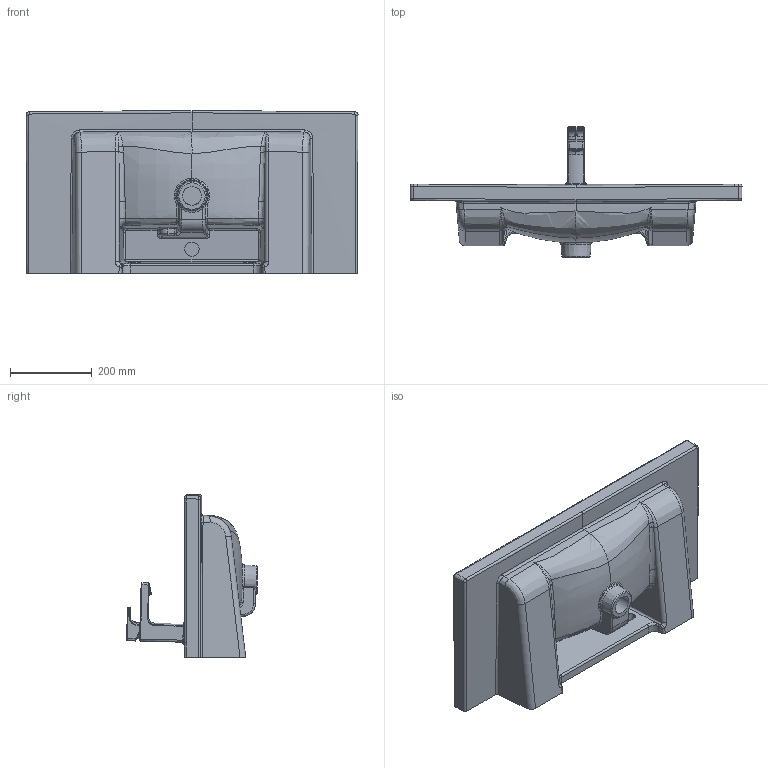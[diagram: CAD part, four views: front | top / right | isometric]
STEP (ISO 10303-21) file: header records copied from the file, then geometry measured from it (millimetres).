
FILE_DESCRIPTION(/* description */ (''),/* implementation_level */ '2;1');
FILE_NAME(/* name */ 'Ritmo 81 cm Armaturlu Tapali.stp',/* time_stamp */ '2022-08-19T00:25:29+03:00',/* author */ (''),/* organization */ (''),/* preprocessor_version */ 'ST-DEVELOPER v16.7',/* originating_system */ 'SIEMENS PLM Software NX 12.0',/* authorisation */ '');
FILE_SCHEMA (('AUTOMOTIVE_DESIGN { 1 0 10303 214 3 1 1 1 }'));
Length unit declared in the file: millimetre
Products named in the file (3): Faucet_001; model2; NVM015_stp
Assembly tree (2 placements, depth 2):
  NVM015_stp
    model2
    Faucet_001
Bounding box: 811.26 x 319.61 x 397.91 mm (x, y, z)
Volume: 15234881.8 mm3; surface area: 1124747 mm2
Topology: 3 solids, 3 shells, 335 faces, 806 edges, 466 vertices
Faces by surface type: bspline 153, cylinder 87, plane 57, torus 26, sphere 11, cone 1
Full cylindrical faces by diameter (mm): 23 x1, 35 x1, 46 x1
Entity records: 34277 total; most frequent: CARTESIAN_POINT 27528, ORIENTED_EDGE 1570, DIRECTION 1154, EDGE_CURVE 785, AXIS2_PLACEMENT_3D 478, VERTEX_POINT 463, EDGE_LOOP 350, ADVANCED_FACE 335
